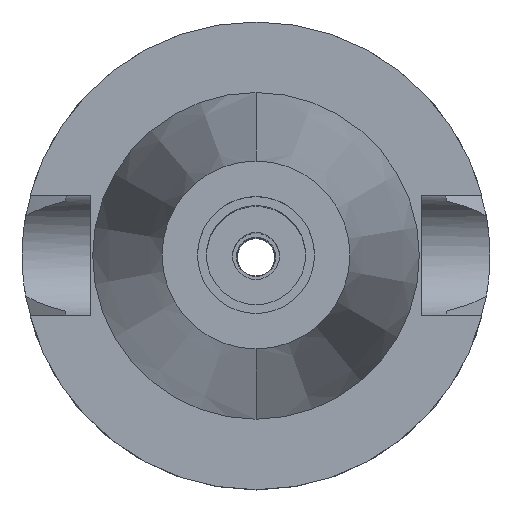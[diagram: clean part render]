
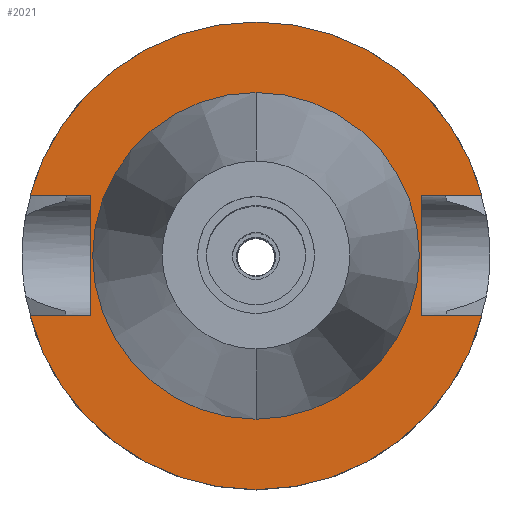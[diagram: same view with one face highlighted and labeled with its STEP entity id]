
A CAD part, top view. The second image highlights one B-rep face of the part: STEP entity #2021.
In plain terms, the highlighted planar face has unit normal (0, 0, 1).
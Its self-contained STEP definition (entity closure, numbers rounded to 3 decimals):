
#765=DIRECTION('',(1.,0.,0.));
#766=VECTOR('',#765,12.921);
#767=CARTESIAN_POINT('',(35.4,12.85,-1.5));
#768=LINE('',#767,#766);
#812=DIRECTION('',(0.,1.,0.));
#813=VECTOR('',#812,25.7);
#814=CARTESIAN_POINT('',(-35.4,-12.85,-1.5));
#815=LINE('',#814,#813);
#819=DIRECTION('',(-1.,0.,0.));
#820=VECTOR('',#819,12.921);
#821=CARTESIAN_POINT('',(-35.4,12.85,-1.5));
#822=LINE('',#821,#820);
#826=CARTESIAN_POINT('',(0.,0.,-1.5));
#827=DIRECTION('',(0.,0.,-1.));
#828=DIRECTION('',(-0.966,0.257,0.));
#829=AXIS2_PLACEMENT_3D('',#826,#827,#828);
#834=CARTESIAN_POINT('',(0.,0.,-1.5));
#835=DIRECTION('',(0.,0.,-1.));
#836=DIRECTION('',(0.,1.,0.));
#837=AXIS2_PLACEMENT_3D('',#834,#835,#836);
#842=DIRECTION('',(0.,-1.,0.));
#843=VECTOR('',#842,25.7);
#844=CARTESIAN_POINT('',(35.4,12.85,-1.5));
#845=LINE('',#844,#843);
#849=DIRECTION('',(1.,0.,0.));
#850=VECTOR('',#849,12.921);
#851=CARTESIAN_POINT('',(35.4,-12.85,-1.5));
#852=LINE('',#851,#850);
#856=CARTESIAN_POINT('',(0.,0.,-1.5));
#857=DIRECTION('',(0.,0.,-1.));
#858=DIRECTION('',(0.966,-0.257,0.));
#859=AXIS2_PLACEMENT_3D('',#856,#857,#858);
#864=CARTESIAN_POINT('',(0.,0.,-1.5));
#865=DIRECTION('',(0.,0.,-1.));
#866=DIRECTION('',(0.,-1.,0.));
#867=AXIS2_PLACEMENT_3D('',#864,#865,#866);
#872=CARTESIAN_POINT('',(0.,0.,-1.5));
#873=DIRECTION('',(0.,0.,1.));
#874=DIRECTION('',(0.,-1.,0.));
#875=AXIS2_PLACEMENT_3D('',#872,#873,#874);
#880=CARTESIAN_POINT('',(0.,0.,-1.5));
#881=DIRECTION('',(0.,0.,1.));
#882=DIRECTION('',(0.,1.,0.));
#883=AXIS2_PLACEMENT_3D('',#880,#881,#882);
#918=DIRECTION('',(-1.,0.,0.));
#919=VECTOR('',#918,12.921);
#920=CARTESIAN_POINT('',(-35.4,-12.85,-1.5));
#921=LINE('',#920,#919);
#1292=CARTESIAN_POINT('',(-35.4,-12.85,-1.5));
#1293=VERTEX_POINT('',#1292);
#1294=CARTESIAN_POINT('',(-48.321,-12.85,-1.5));
#1295=VERTEX_POINT('',#1294);
#1298=CARTESIAN_POINT('',(-35.4,12.85,-1.5));
#1299=VERTEX_POINT('',#1298);
#1300=CARTESIAN_POINT('',(-48.321,12.85,-1.5));
#1301=VERTEX_POINT('',#1300);
#1302=CARTESIAN_POINT('',(0.,50.,-1.5));
#1303=CARTESIAN_POINT('',(48.321,12.85,-1.5));
#1304=VERTEX_POINT('',#1302);
#1305=VERTEX_POINT('',#1303);
#1306=CARTESIAN_POINT('',(35.4,12.85,-1.5));
#1307=VERTEX_POINT('',#1306);
#1308=CARTESIAN_POINT('',(35.4,-12.85,-1.5));
#1309=VERTEX_POINT('',#1308);
#1310=CARTESIAN_POINT('',(48.321,-12.85,-1.5));
#1311=VERTEX_POINT('',#1310);
#1312=CARTESIAN_POINT('',(0.,-50.,-1.5));
#1313=VERTEX_POINT('',#1312);
#1314=CARTESIAN_POINT('',(0.,-34.925,-1.5));
#1315=CARTESIAN_POINT('',(0.,34.925,-1.5));
#1316=VERTEX_POINT('',#1314);
#1317=VERTEX_POINT('',#1315);
#1990=CARTESIAN_POINT('',(0.,0.,-1.5));
#1991=DIRECTION('',(0.,0.,-1.));
#1992=DIRECTION('',(0.,-1.,0.));
#1993=AXIS2_PLACEMENT_3D('',#1990,#1991,#1992);
#1994=PLANE('',#1993);
#1996=ORIENTED_EDGE('',*,*,#1995,.T.);
#1998=ORIENTED_EDGE('',*,*,#1997,.T.);
#2000=ORIENTED_EDGE('',*,*,#1999,.T.);
#2002=ORIENTED_EDGE('',*,*,#2001,.T.);
#2003=ORIENTED_EDGE('',*,*,#1966,.F.);
#2004=ORIENTED_EDGE('',*,*,#1980,.T.);
#2006=ORIENTED_EDGE('',*,*,#2005,.T.);
#2008=ORIENTED_EDGE('',*,*,#2007,.T.);
#2010=ORIENTED_EDGE('',*,*,#2009,.T.);
#2012=ORIENTED_EDGE('',*,*,#2011,.F.);
#2013=EDGE_LOOP('',(#1996,#1998,#2000,#2002,#2003,#2004,#2006,#2008,#2010,
#2012));
#2014=FACE_OUTER_BOUND('',#2013,.F.);
#2016=ORIENTED_EDGE('',*,*,#2015,.T.);
#2018=ORIENTED_EDGE('',*,*,#2017,.T.);
#2019=EDGE_LOOP('',(#2016,#2018));
#2020=FACE_BOUND('',#2019,.F.);
#830=CIRCLE('',#829,50.);
#838=CIRCLE('',#837,50.);
#860=CIRCLE('',#859,50.);
#868=CIRCLE('',#867,50.);
#876=CIRCLE('',#875,34.925);
#884=CIRCLE('',#883,34.925);
#1966=EDGE_CURVE('',#1307,#1305,#768,.T.);
#1980=EDGE_CURVE('',#1307,#1309,#845,.T.);
#1995=EDGE_CURVE('',#1293,#1299,#815,.T.);
#1997=EDGE_CURVE('',#1299,#1301,#822,.T.);
#1999=EDGE_CURVE('',#1301,#1304,#830,.T.);
#2001=EDGE_CURVE('',#1304,#1305,#838,.T.);
#2005=EDGE_CURVE('',#1309,#1311,#852,.T.);
#2007=EDGE_CURVE('',#1311,#1313,#860,.T.);
#2009=EDGE_CURVE('',#1313,#1295,#868,.T.);
#2011=EDGE_CURVE('',#1293,#1295,#921,.T.);
#2015=EDGE_CURVE('',#1316,#1317,#876,.T.);
#2017=EDGE_CURVE('',#1317,#1316,#884,.T.);
#2021=ADVANCED_FACE('',(#2014,#2020),#1994,.F.);
